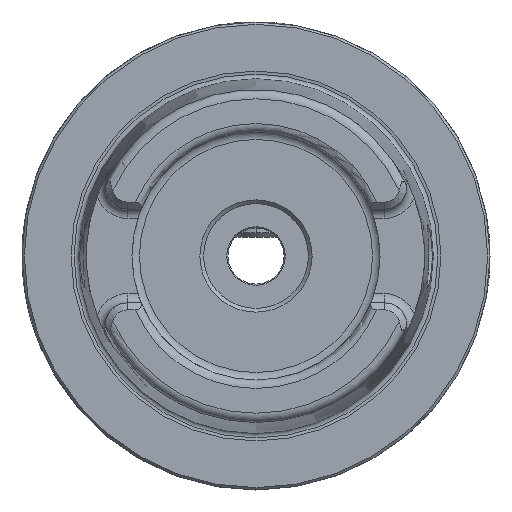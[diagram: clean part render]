
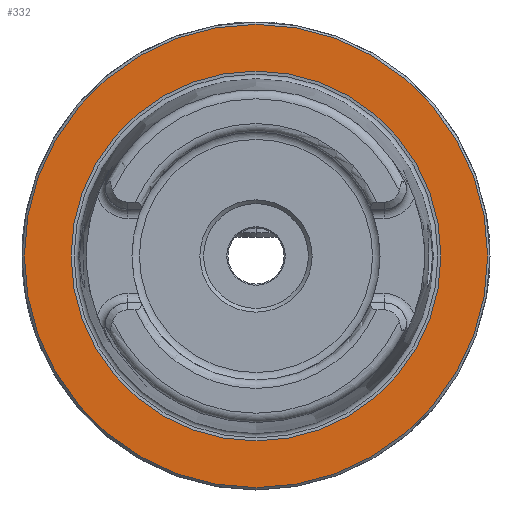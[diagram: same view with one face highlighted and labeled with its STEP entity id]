
A CAD part, left-side view. The second image highlights one B-rep face of the part: STEP entity #332.
In plain terms, the highlighted planar face has unit normal (-1, 0, 0).
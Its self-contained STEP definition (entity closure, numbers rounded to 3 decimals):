
#332 = ADVANCED_FACE( '', ( #747, #748 ), #749, .T. );
#747 = FACE_OUTER_BOUND( '', #1249, .T. );
#748 = FACE_BOUND( '', #1250, .T. );
#749 = PLANE( '', #1251 );
#1249 = EDGE_LOOP( '', ( #2128 ) );
#1250 = EDGE_LOOP( '', ( #2129 ) );
#1251 = AXIS2_PLACEMENT_3D( '', #2130, #2131, #2132 );
#2128 = ORIENTED_EDGE( '', *, *, #3011, .T. );
#2129 = ORIENTED_EDGE( '', *, *, #3012, .F. );
#2130 = CARTESIAN_POINT( '', ( 0., 0., 49.5 ) );
#2131 = DIRECTION( '', ( -1., 0., 0. ) );
#2132 = DIRECTION( '', ( 0., 0., 1. ) );
#3011 = EDGE_CURVE( '', #3662, #3662, #3663, .T. );
#3012 = EDGE_CURVE( '', #3664, #3664, #3665, .T. );
#3662 = VERTEX_POINT( '', #5367 );
#3663 = CIRCLE( '', #5368, 49.5 );
#3664 = VERTEX_POINT( '', #5369 );
#3665 = CIRCLE( '', #5370, 39.511 );
#5367 = CARTESIAN_POINT( '', ( 0., 0., 49.5 ) );
#5368 = AXIS2_PLACEMENT_3D( '', #6245, #6246, #6247 );
#5369 = CARTESIAN_POINT( '', ( 0., 0., 39.511 ) );
#5370 = AXIS2_PLACEMENT_3D( '', #6248, #6249, #6250 );
#6245 = CARTESIAN_POINT( '', ( 0., 0., 0. ) );
#6246 = DIRECTION( '', ( -1., 0., 0. ) );
#6247 = DIRECTION( '', ( 0., 0., 1. ) );
#6248 = CARTESIAN_POINT( '', ( 0., 0., 0. ) );
#6249 = DIRECTION( '', ( -1., 0., 0. ) );
#6250 = DIRECTION( '', ( 0., 0., 1. ) );
